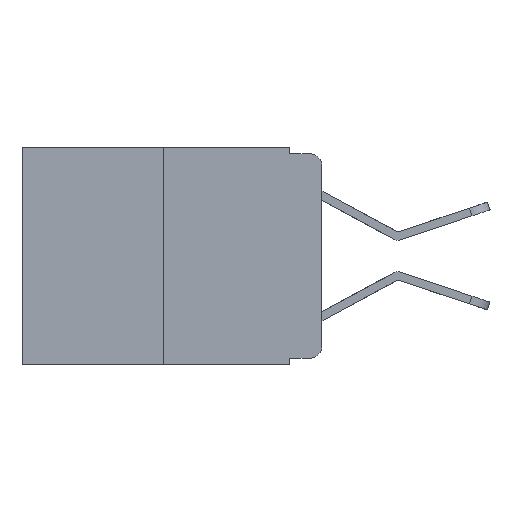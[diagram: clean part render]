
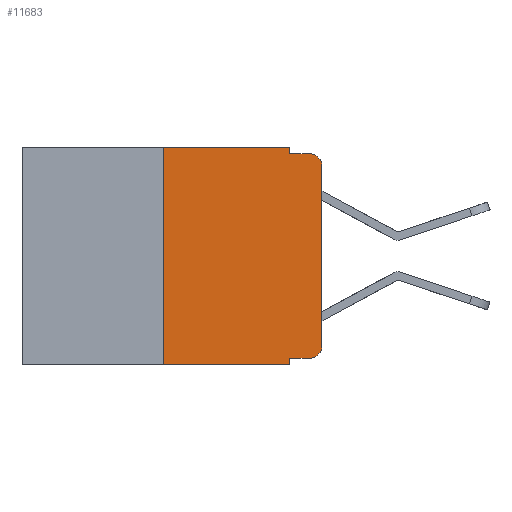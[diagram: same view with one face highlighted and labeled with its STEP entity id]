
A CAD part, left-side view. The second image highlights one B-rep face of the part: STEP entity #11683.
In plain terms, the highlighted planar face has unit normal (-1, 0, 0).
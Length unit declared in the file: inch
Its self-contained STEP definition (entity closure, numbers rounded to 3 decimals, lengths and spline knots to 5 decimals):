
#592 = AXIS2_PLACEMENT_3D ( 'NONE', #7584, #25933, #1810 ) ;
#713 = DIRECTION ( 'NONE',  ( 0., -1., 0. ) ) ;
#1810 = DIRECTION ( 'NONE',  ( 0., 0., -1. ) ) ;
#1927 = LINE ( 'NONE', #21702, #21208 ) ;
#1931 = DIRECTION ( 'NONE',  ( 0., 0., 1. ) ) ;
#1981 = EDGE_CURVE ( 'NONE', #25493, #2203, #22474, .T. ) ;
#2203 = VERTEX_POINT ( 'NONE', #18635 ) ;
#2301 = CARTESIAN_POINT ( 'NONE',  ( 0., 0.051, -0.333 ) ) ;
#2491 = CARTESIAN_POINT ( 'NONE',  ( 0., 0.051, -0.01 ) ) ;
#2732 = VERTEX_POINT ( 'NONE', #11308 ) ;
#2834 = CIRCLE ( 'NONE', #23016, 0.02 ) ;
#3028 = VERTEX_POINT ( 'NONE', #2491 ) ;
#3146 = DIRECTION ( 'NONE',  ( 0., -1., 0. ) ) ;
#3423 = ORIENTED_EDGE ( 'NONE', *, *, #7935, .F. ) ;
#3642 = DIRECTION ( 'NONE',  ( 0., 0., -1. ) ) ;
#4225 = CARTESIAN_POINT ( 'NONE',  ( 0., 0.051, -0.343 ) ) ;
#4368 = CARTESIAN_POINT ( 'NONE',  ( 0., 0.25, 0. ) ) ;
#4578 = EDGE_CURVE ( 'NONE', #2732, #7070, #5035, .T. ) ;
#4769 = ORIENTED_EDGE ( 'NONE', *, *, #1981, .T. ) ;
#4806 = CARTESIAN_POINT ( 'NONE',  ( 0., 0.25, 0. ) ) ;
#5035 = LINE ( 'NONE', #13048, #21427 ) ;
#5194 = DIRECTION ( 'NONE',  ( -1., 0., 0. ) ) ;
#5361 = CARTESIAN_POINT ( 'NONE',  ( 0., 0.473, 0. ) ) ;
#6294 = EDGE_CURVE ( 'NONE', #16657, #3028, #1927, .T. ) ;
#6859 = ORIENTED_EDGE ( 'NONE', *, *, #6294, .F. ) ;
#7033 = VECTOR ( 'NONE', #713, 39.37008 ) ;
#7070 = VERTEX_POINT ( 'NONE', #4225 ) ;
#7148 = DIRECTION ( 'NONE',  ( 0., 0., -1. ) ) ;
#7584 = CARTESIAN_POINT ( 'NONE',  ( 0., 0.02, -0.03 ) ) ;
#7935 = EDGE_CURVE ( 'NONE', #22870, #16657, #23803, .T. ) ;
#7963 = DIRECTION ( 'NONE',  ( 0., -1., 0. ) ) ;
#7981 = CARTESIAN_POINT ( 'NONE',  ( 0., 0., -0.03 ) ) ;
#8369 = ORIENTED_EDGE ( 'NONE', *, *, #10650, .T. ) ;
#8811 = CARTESIAN_POINT ( 'NONE',  ( 0., 0.051, 0. ) ) ;
#8956 = LINE ( 'NONE', #17384, #25998 ) ;
#10379 = VECTOR ( 'NONE', #3146, 39.37008 ) ;
#10489 = EDGE_CURVE ( 'NONE', #3028, #2203, #16962, .T. ) ;
#10650 = EDGE_CURVE ( 'NONE', #16231, #25493, #19830, .T. ) ;
#11308 = CARTESIAN_POINT ( 'NONE',  ( 0., 0.051, -0.333 ) ) ;
#11472 = CARTESIAN_POINT ( 'NONE',  ( 0., 0., -0.313 ) ) ;
#11542 = DIRECTION ( 'NONE',  ( 0., 0., -1. ) ) ;
#11558 = ORIENTED_EDGE ( 'NONE', *, *, #23427, .T. ) ;
#11643 = VECTOR ( 'NONE', #1931, 39.37008 ) ;
#11683 = ADVANCED_FACE ( 'NONE', ( #15478 ), #25414, .F. ) ;
#12053 = CARTESIAN_POINT ( 'NONE',  ( 0., 0., 0. ) ) ;
#12392 = DIRECTION ( 'NONE',  ( 0., 0., 1. ) ) ;
#13048 = CARTESIAN_POINT ( 'NONE',  ( 0., 0.051, 0. ) ) ;
#13207 = CARTESIAN_POINT ( 'NONE',  ( 0., 0.02, -0.313 ) ) ;
#14609 = LINE ( 'NONE', #4368, #25356 ) ;
#14622 = ORIENTED_EDGE ( 'NONE', *, *, #23048, .T. ) ;
#15265 = ORIENTED_EDGE ( 'NONE', *, *, #4578, .F. ) ;
#15418 = CARTESIAN_POINT ( 'NONE',  ( 0., 0.25, -0.343 ) ) ;
#15478 = FACE_OUTER_BOUND ( 'NONE', #16250, .T. ) ;
#16231 = VERTEX_POINT ( 'NONE', #11472 ) ;
#16250 = EDGE_LOOP ( 'NONE', ( #8369, #4769, #22157, #6859, #3423, #22502, #11558, #15265, #24049, #14622 ) ) ;
#16537 = EDGE_CURVE ( 'NONE', #23023, #22870, #14609, .T. ) ;
#16657 = VERTEX_POINT ( 'NONE', #8811 ) ;
#16962 = LINE ( 'NONE', #25149, #10379 ) ;
#17384 = CARTESIAN_POINT ( 'NONE',  ( 0., 0.473, -0.343 ) ) ;
#17855 = CARTESIAN_POINT ( 'NONE',  ( 0., 0.473, 0. ) ) ;
#18635 = CARTESIAN_POINT ( 'NONE',  ( 0., 0.02, -0.01 ) ) ;
#18929 = DIRECTION ( 'NONE',  ( 1., 0., 0. ) ) ;
#19279 = VECTOR ( 'NONE', #7963, 39.37008 ) ;
#19360 = DIRECTION ( 'NONE',  ( 0., -1., 0. ) ) ;
#19830 = LINE ( 'NONE', #12053, #11643 ) ;
#20040 = CARTESIAN_POINT ( 'NONE',  ( 0., 0.02, -0.333 ) ) ;
#20333 = LINE ( 'NONE', #2301, #7033 ) ;
#21208 = VECTOR ( 'NONE', #3642, 39.37008 ) ;
#21427 = VECTOR ( 'NONE', #11542, 39.37008 ) ;
#21702 = CARTESIAN_POINT ( 'NONE',  ( 0., 0.051, 0. ) ) ;
#22157 = ORIENTED_EDGE ( 'NONE', *, *, #10489, .F. ) ;
#22474 = CIRCLE ( 'NONE', #592, 0.02 ) ;
#22502 = ORIENTED_EDGE ( 'NONE', *, *, #16537, .F. ) ;
#22870 = VERTEX_POINT ( 'NONE', #4806 ) ;
#22927 = EDGE_CURVE ( 'NONE', #2732, #24595, #20333, .T. ) ;
#23016 = AXIS2_PLACEMENT_3D ( 'NONE', #13207, #5194, #7148 ) ;
#23023 = VERTEX_POINT ( 'NONE', #15418 ) ;
#23048 = EDGE_CURVE ( 'NONE', #24595, #16231, #2834, .T. ) ;
#23427 = EDGE_CURVE ( 'NONE', #23023, #7070, #8956, .T. ) ;
#23546 = DIRECTION ( 'NONE',  ( 0., 0., -1. ) ) ;
#23803 = LINE ( 'NONE', #17855, #19279 ) ;
#23921 = AXIS2_PLACEMENT_3D ( 'NONE', #5361, #18929, #23546 ) ;
#24049 = ORIENTED_EDGE ( 'NONE', *, *, #22927, .T. ) ;
#24595 = VERTEX_POINT ( 'NONE', #20040 ) ;
#25149 = CARTESIAN_POINT ( 'NONE',  ( 0., 0.051, -0.01 ) ) ;
#25356 = VECTOR ( 'NONE', #12392, 39.37008 ) ;
#25414 = PLANE ( 'NONE',  #23921 ) ;
#25493 = VERTEX_POINT ( 'NONE', #7981 ) ;
#25933 = DIRECTION ( 'NONE',  ( -1., 0., 0. ) ) ;
#25998 = VECTOR ( 'NONE', #19360, 39.37008 ) ;
